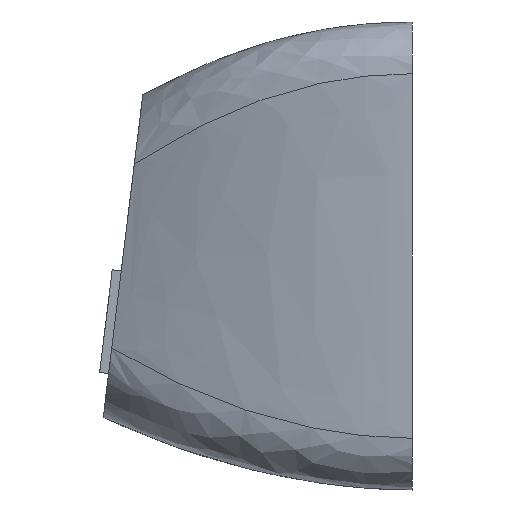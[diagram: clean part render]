
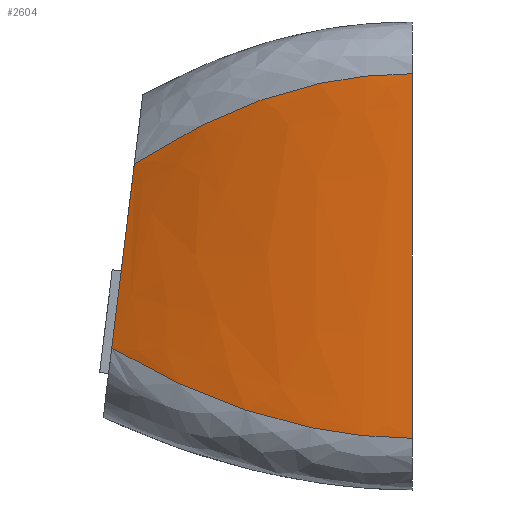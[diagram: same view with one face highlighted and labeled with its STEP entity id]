
A CAD part, left-side view. The second image highlights one B-rep face of the part: STEP entity #2604.
In plain terms, the highlighted free-form (B-spline) face has degree [3, 3] with [4, 4] control points.
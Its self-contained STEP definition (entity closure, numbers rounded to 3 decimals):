
#73=B_SPLINE_SURFACE_WITH_KNOTS('',3,3,((#4811,#4812,#4813,#4814),(#4815,
#4816,#4817,#4818),(#4819,#4820,#4821,#4822),(#4823,#4824,#4825,#4826)),
 .UNSPECIFIED.,.F.,.F.,.F.,(4,4),(4,4),(0.,1.),(0.,1.),.UNSPECIFIED.);
#192=FACE_OUTER_BOUND('',#340,.T.);
#340=EDGE_LOOP('',(#2242,#2243,#2244,#2245));
#470=B_SPLINE_CURVE_WITH_KNOTS('',3,(#4806,#4807,#4808,#4809),
 .UNSPECIFIED.,.F.,.F.,(4,4),(0.,1.),.UNSPECIFIED.);
#471=B_SPLINE_CURVE_WITH_KNOTS('',3,(#4828,#4829,#4830,#4831),
 .UNSPECIFIED.,.F.,.F.,(4,4),(0.,1.),.UNSPECIFIED.);
#718=LINE('',#4606,#967);
#739=LINE('',#4832,#988);
#967=VECTOR('',#3143,10.);
#988=VECTOR('',#3168,10.);
#1217=VERTEX_POINT('',#4603);
#1218=VERTEX_POINT('',#4605);
#1247=VERTEX_POINT('',#4805);
#1248=VERTEX_POINT('',#4827);
#1561=EDGE_CURVE('',#1217,#1218,#718,.T.);
#1594=EDGE_CURVE('',#1218,#1247,#470,.T.);
#1596=EDGE_CURVE('',#1217,#1248,#471,.T.);
#1597=EDGE_CURVE('',#1248,#1247,#739,.T.);
#2242=ORIENTED_EDGE('',*,*,#1561,.F.);
#2243=ORIENTED_EDGE('',*,*,#1596,.T.);
#2244=ORIENTED_EDGE('',*,*,#1597,.T.);
#2245=ORIENTED_EDGE('',*,*,#1594,.F.);
#2604=ADVANCED_FACE('',(#192),#73,.F.);
#3143=DIRECTION('',(0.,-0.122,0.993));
#3168=DIRECTION('',(0.,0.,1.));
#4603=CARTESIAN_POINT('',(2.7,11.625,5.494));
#4605=CARTESIAN_POINT('',(2.7,10.752,12.606));
#4606=CARTESIAN_POINT('',(2.7,10.752,12.606));
#4805=CARTESIAN_POINT('',(0.,0.,16.1));
#4806=CARTESIAN_POINT('Ctrl Pts',(2.7,10.752,12.606));
#4807=CARTESIAN_POINT('Ctrl Pts',(0.9,7.168,14.935));
#4808=CARTESIAN_POINT('Ctrl Pts',(0.,3.73,16.1));
#4809=CARTESIAN_POINT('Ctrl Pts',(0.,0.,16.1));
#4811=CARTESIAN_POINT('Ctrl Pts',(2.7,11.625,5.494));
#4812=CARTESIAN_POINT('Ctrl Pts',(0.9,7.75,3.165));
#4813=CARTESIAN_POINT('Ctrl Pts',(0.,3.73,
2.));
#4814=CARTESIAN_POINT('Ctrl Pts',(0.,0.,
2.));
#4815=CARTESIAN_POINT('Ctrl Pts',(2.7,11.453,6.897));
#4816=CARTESIAN_POINT('Ctrl Pts',(0.939,7.635,4.8));
#4817=CARTESIAN_POINT('Ctrl Pts',(0.,3.73,
3.047));
#4818=CARTESIAN_POINT('Ctrl Pts',(0.,0.,
3.047));
#4819=CARTESIAN_POINT('Ctrl Pts',(2.7,10.924,11.203));
#4820=CARTESIAN_POINT('Ctrl Pts',(0.939,7.283,13.3));
#4821=CARTESIAN_POINT('Ctrl Pts',(0.,3.73,
15.053));
#4822=CARTESIAN_POINT('Ctrl Pts',(0.,0.,
15.053));
#4823=CARTESIAN_POINT('Ctrl Pts',(2.7,10.752,12.606));
#4824=CARTESIAN_POINT('Ctrl Pts',(0.9,7.168,14.935));
#4825=CARTESIAN_POINT('Ctrl Pts',(0.,3.73,
16.1));
#4826=CARTESIAN_POINT('Ctrl Pts',(0.,0.,
16.1));
#4827=CARTESIAN_POINT('',(0.,0.,2.));
#4828=CARTESIAN_POINT('Ctrl Pts',(2.7,11.625,5.494));
#4829=CARTESIAN_POINT('Ctrl Pts',(0.9,7.75,3.165));
#4830=CARTESIAN_POINT('Ctrl Pts',(0.,3.73,
2.));
#4831=CARTESIAN_POINT('Ctrl Pts',(0.,0.,
2.));
#4832=CARTESIAN_POINT('',(0.,0.,16.1));
